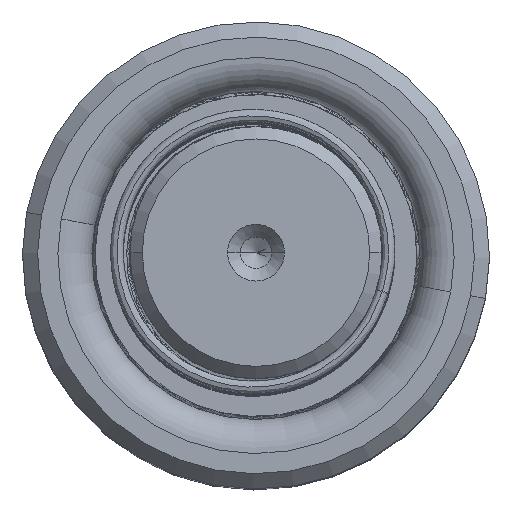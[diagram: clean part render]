
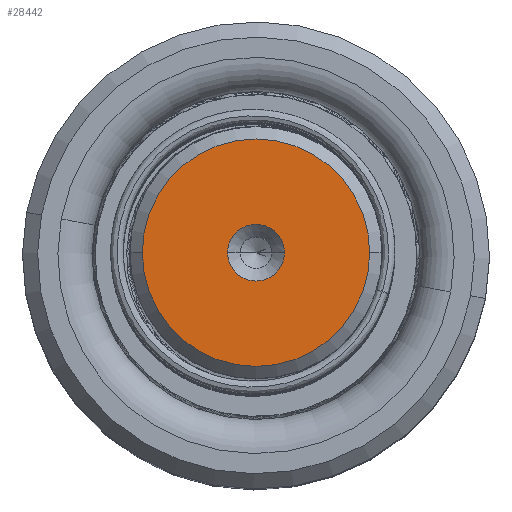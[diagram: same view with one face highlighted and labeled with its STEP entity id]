
A CAD part, top view. The second image highlights one B-rep face of the part: STEP entity #28442.
In plain terms, the highlighted planar face has unit normal (0, 0, 1).
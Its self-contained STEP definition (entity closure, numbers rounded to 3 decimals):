
#333 = CARTESIAN_POINT ( 'NONE',  ( 0., 0., 180. ) ) ;
#441 = EDGE_LOOP ( 'NONE', ( #1148, #10982 ) ) ;
#1148 = ORIENTED_EDGE ( 'NONE', *, *, #11721, .T. ) ;
#3119 = CIRCLE ( 'NONE', #9954, 9.009 ) ;
#3716 = CARTESIAN_POINT ( 'NONE',  ( 2.25, 0., 180. ) ) ;
#4657 = CARTESIAN_POINT ( 'NONE',  ( 0., 0., 180. ) ) ;
#5974 = VERTEX_POINT ( 'NONE', #3716 ) ;
#6256 = DIRECTION ( 'NONE',  ( 0., 0., 1. ) ) ;
#6357 = DIRECTION ( 'NONE',  ( 1., 0., 0. ) ) ;
#6624 = FACE_OUTER_BOUND ( 'NONE', #441, .T. ) ;
#6826 = DIRECTION ( 'NONE',  ( 0., 0., 1. ) ) ;
#8757 = FACE_BOUND ( 'NONE', #26084, .T. ) ;
#9954 = AXIS2_PLACEMENT_3D ( 'NONE', #30565, #6256, #19656 ) ;
#10168 = ORIENTED_EDGE ( 'NONE', *, *, #25948, .F. ) ;
#10447 = CIRCLE ( 'NONE', #16194, 9.009 ) ;
#10982 = ORIENTED_EDGE ( 'NONE', *, *, #33631, .T. ) ;
#11089 = AXIS2_PLACEMENT_3D ( 'NONE', #23065, #6826, #6357 ) ;
#11382 = DIRECTION ( 'NONE',  ( 0., 0., 1. ) ) ;
#11721 = EDGE_CURVE ( 'NONE', #15958, #27313, #10447, .T. ) ;
#13955 = CIRCLE ( 'NONE', #19412, 2.25 ) ;
#14290 = CARTESIAN_POINT ( 'NONE',  ( -2.25, 0., 180. ) ) ;
#15635 = CARTESIAN_POINT ( 'NONE',  ( 0., 0., 180. ) ) ;
#15958 = VERTEX_POINT ( 'NONE', #29905 ) ;
#16194 = AXIS2_PLACEMENT_3D ( 'NONE', #15635, #34608, #21212 ) ;
#19412 = AXIS2_PLACEMENT_3D ( 'NONE', #4657, #20912, #21264 ) ;
#19656 = DIRECTION ( 'NONE',  ( 1., 0., 0. ) ) ;
#20912 = DIRECTION ( 'NONE',  ( 0., 0., 1. ) ) ;
#21212 = DIRECTION ( 'NONE',  ( 1., 0., 0. ) ) ;
#21264 = DIRECTION ( 'NONE',  ( 1., 0., 0. ) ) ;
#22335 = CARTESIAN_POINT ( 'NONE',  ( 9.009, 0., 180. ) ) ;
#23065 = CARTESIAN_POINT ( 'NONE',  ( 0., 0., 180. ) ) ;
#24089 = EDGE_CURVE ( 'NONE', #5974, #25020, #13955, .T. ) ;
#25020 = VERTEX_POINT ( 'NONE', #14290 ) ;
#25948 = EDGE_CURVE ( 'NONE', #25020, #5974, #28771, .T. ) ;
#26084 = EDGE_LOOP ( 'NONE', ( #26229, #10168 ) ) ;
#26229 = ORIENTED_EDGE ( 'NONE', *, *, #24089, .F. ) ;
#27313 = VERTEX_POINT ( 'NONE', #22335 ) ;
#28442 = ADVANCED_FACE ( 'NONE', ( #8757, #6624 ), #30780, .T. ) ;
#28771 = CIRCLE ( 'NONE', #33753, 2.25 ) ;
#29905 = CARTESIAN_POINT ( 'NONE',  ( -9.009, 0., 180. ) ) ;
#30330 = DIRECTION ( 'NONE',  ( 1., 0., 0. ) ) ;
#30565 = CARTESIAN_POINT ( 'NONE',  ( 0., 0., 180. ) ) ;
#30780 = PLANE ( 'NONE',  #11089 ) ;
#33631 = EDGE_CURVE ( 'NONE', #27313, #15958, #3119, .T. ) ;
#33753 = AXIS2_PLACEMENT_3D ( 'NONE', #333, #11382, #30330 ) ;
#34608 = DIRECTION ( 'NONE',  ( 0., 0., 1. ) ) ;
